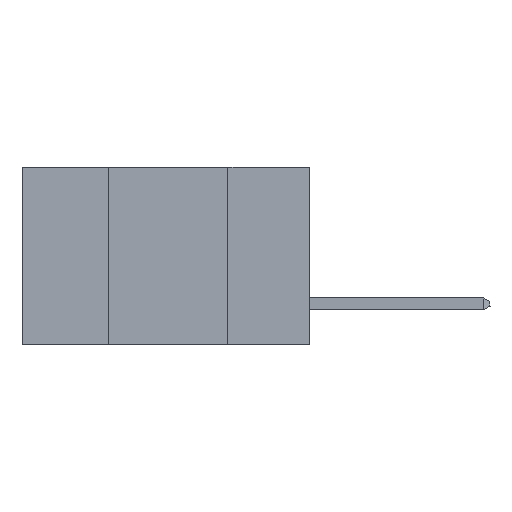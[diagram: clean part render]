
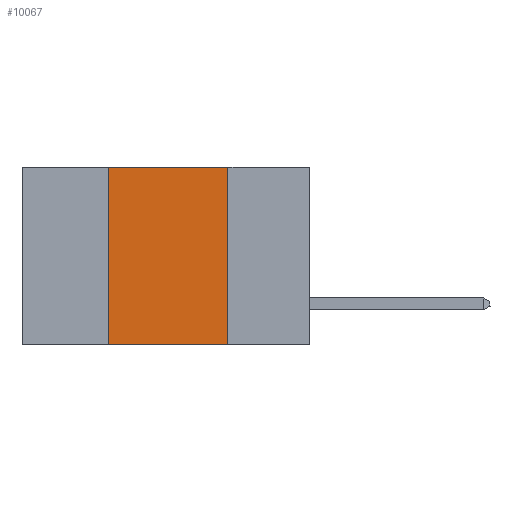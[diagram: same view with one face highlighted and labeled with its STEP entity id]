
A CAD part, left-side view. The second image highlights one B-rep face of the part: STEP entity #10067.
In plain terms, the highlighted planar face has unit normal (-1, 0, 0).
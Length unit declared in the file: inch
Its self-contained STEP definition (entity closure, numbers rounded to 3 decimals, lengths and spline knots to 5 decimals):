
#740 = AXIS2_PLACEMENT_3D ( 'NONE', #22175, #12152, #29800 ) ;
#1660 = VERTEX_POINT ( 'NONE', #16259 ) ;
#1794 = ORIENTED_EDGE ( 'NONE', *, *, #2452, .F. ) ;
#2117 = CARTESIAN_POINT ( 'NONE',  ( 0., 0.42, 0. ) ) ;
#2167 = DIRECTION ( 'NONE',  ( 0., 0., -1. ) ) ;
#2452 = EDGE_CURVE ( 'NONE', #1660, #18624, #17305, .T. ) ;
#2488 = ORIENTED_EDGE ( 'NONE', *, *, #32378, .F. ) ;
#4334 = VECTOR ( 'NONE', #24973, 39.37008 ) ;
#5334 = LINE ( 'NONE', #27464, #24039 ) ;
#7544 = DIRECTION ( 'NONE',  ( 0., -1., 0. ) ) ;
#9598 = CARTESIAN_POINT ( 'NONE',  ( 0., 0.6, 0. ) ) ;
#10067 = ADVANCED_FACE ( 'NONE', ( #24780 ), #17146, .F. ) ;
#10981 = VERTEX_POINT ( 'NONE', #27973 ) ;
#11474 = LINE ( 'NONE', #9598, #4334 ) ;
#12148 = VECTOR ( 'NONE', #18974, 39.37008 ) ;
#12152 = DIRECTION ( 'NONE',  ( 1., 0., 0. ) ) ;
#12802 = LINE ( 'NONE', #30185, #14441 ) ;
#14441 = VECTOR ( 'NONE', #2167, 39.37008 ) ;
#16259 = CARTESIAN_POINT ( 'NONE',  ( 0., 0.42, -0.37 ) ) ;
#16445 = CARTESIAN_POINT ( 'NONE',  ( 0., 0.42, 0. ) ) ;
#17146 = PLANE ( 'NONE',  #740 ) ;
#17305 = LINE ( 'NONE', #16445, #12148 ) ;
#17853 = VERTEX_POINT ( 'NONE', #19546 ) ;
#18624 = VERTEX_POINT ( 'NONE', #2117 ) ;
#18932 = EDGE_LOOP ( 'NONE', ( #26352, #2488, #1794, #21004 ) ) ;
#18974 = DIRECTION ( 'NONE',  ( 0., 0., 1. ) ) ;
#19546 = CARTESIAN_POINT ( 'NONE',  ( 0., 0.17, 0. ) ) ;
#21004 = ORIENTED_EDGE ( 'NONE', *, *, #24464, .T. ) ;
#21271 = EDGE_CURVE ( 'NONE', #17853, #10981, #12802, .T. ) ;
#22175 = CARTESIAN_POINT ( 'NONE',  ( 0., 0.6, 0. ) ) ;
#24039 = VECTOR ( 'NONE', #7544, 39.37008 ) ;
#24464 = EDGE_CURVE ( 'NONE', #1660, #10981, #5334, .T. ) ;
#24780 = FACE_OUTER_BOUND ( 'NONE', #18932, .T. ) ;
#24973 = DIRECTION ( 'NONE',  ( 0., -1., 0. ) ) ;
#26352 = ORIENTED_EDGE ( 'NONE', *, *, #21271, .F. ) ;
#27464 = CARTESIAN_POINT ( 'NONE',  ( 0., 0.6, -0.37 ) ) ;
#27973 = CARTESIAN_POINT ( 'NONE',  ( 0., 0.17, -0.37 ) ) ;
#29800 = DIRECTION ( 'NONE',  ( 0., 0., -1. ) ) ;
#30185 = CARTESIAN_POINT ( 'NONE',  ( 0., 0.17, 0. ) ) ;
#32378 = EDGE_CURVE ( 'NONE', #18624, #17853, #11474, .T. ) ;
